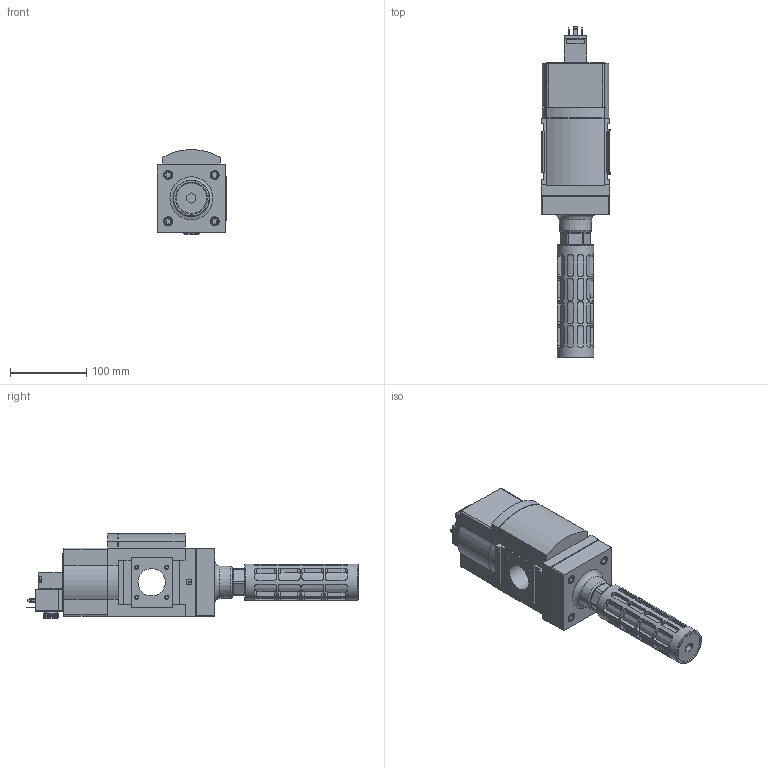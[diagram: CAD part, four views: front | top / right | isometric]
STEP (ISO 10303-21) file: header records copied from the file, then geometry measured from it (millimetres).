
FILE_DESCRIPTION(/* description */ ('STEP AP214'),/* implementation_level */ '2;1');
FILE_NAME(/* name */ '570737_MS9-SV-G-C-V24-S-VS',/* time_stamp */ '2024-09-11T17:21:47+02:00',/* author */ ('License CC BY-ND 4.0'),/* organization */ ('CADENAS'),/* preprocessor_version */ 'ST-DEVELOPER v19.3',/* originating_system */ 'PARTsolutions',/* authorisation */ ' ');
FILE_SCHEMA (('AUTOMOTIVE_DESIGN {1 0 10303 214 3 1 1}'));
Length unit declared in the file: millimetre
Products named in the file (5): 570737 MS9-SV-G-C-V24-S-VS; 562176 MS-SV00; 707201 MS9; 119603 MDH-3/2-24VDC/42VAC; 151990 U-1-B
Assembly tree (4 placements, depth 2):
  570737 MS9-SV-G-C-V24-S-VS
    562176 MS-SV00
    707201 MS9
    119603 MDH-3/2-24VDC/42VAC
    151990 U-1-B
Bounding box: 91.5 x 436.8 x 111.19 mm (x, y, z)
Volume: 1792102.8 mm3; surface area: 190270 mm2
Topology: 4 solids, 5 shells, 903 faces, 2305 edges, 1512 vertices
Faces by surface type: plane 529, cylinder 264, cone 85, torus 24, sphere 1
Full cylindrical faces by diameter (mm): 1 x2, 1.65 x3, 2.459 x1, 3 x8, 3.242 x4, 4 x2, 4.134 x8, 4.5 x2, 5 x1, 5.8 x1, 6.3 x1, 7 x2, 8 x1, 8.6 x1, 9 x1, 10 x8, 11 x4, 12 x6, 13 x1, 20 x3, 30.291 x1, 34 x1, 36 x2, 40.1 x1, 47.8 x1
Entity records: 32271 total; most frequent: CARTESIAN_POINT 6162, ORIENTED_EDGE 4316, DIRECTION 4096, EDGE_CURVE 2158, VERTEX_POINT 1490, AXIS2_PLACEMENT_3D 1421, LINE 1254, VECTOR 1254
